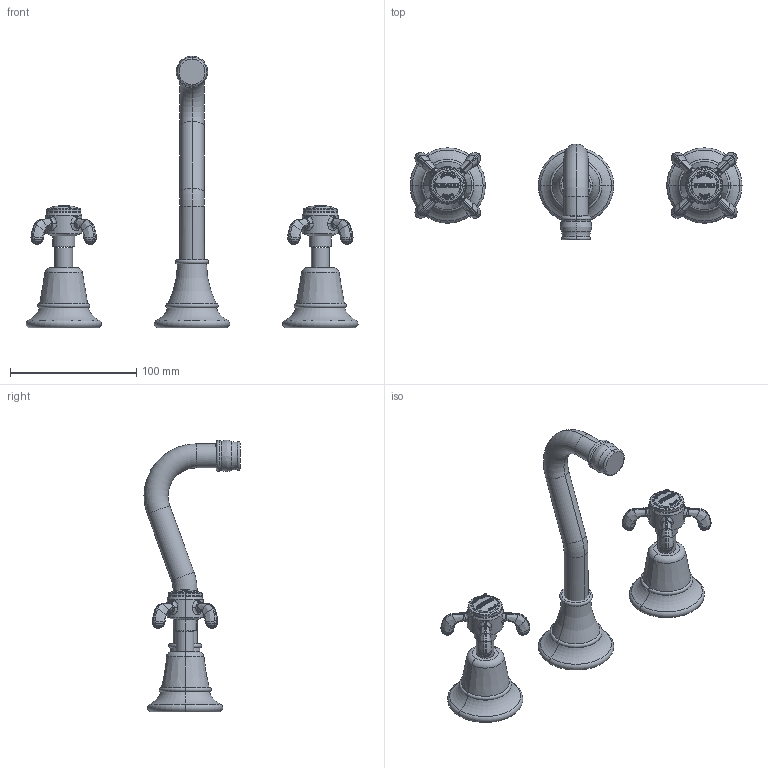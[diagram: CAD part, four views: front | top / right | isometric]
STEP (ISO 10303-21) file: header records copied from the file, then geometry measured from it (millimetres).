
FILE_DESCRIPTION((''),'2;1');
FILE_NAME('3-1681_WEB','2010-10-29T',('project'),(''),'PRO/ENGINEER BY PARAMETRIC TECHNOLOGY CORPORATION, 2009300','PRO/ENGINEER BY PARAMETRIC TECHNOLOGY CORPORATION, 2009300','');
FILE_SCHEMA(('CONFIG_CONTROL_DESIGN'));
Length unit declared in the file: inch
Products named in the file (1): 3-1681_WEB
Bounding box: 262.88 x 76.03 x 215.11 mm (x, y, z)
Surface area: 59591.8 mm2 (no closed solid volume)
Topology: 0 solids, 69 shells, 616 faces, 2088 edges, 1469 vertices
Faces by surface type: bspline 435, sphere 54, cylinder 46, torus 42, cone 25, plane 12, extrusion 2
Entity records: 38969 total; most frequent: CARTESIAN_POINT 25027, ORIENTED_EDGE 3106, EDGE_CURVE 2036, DIRECTION 1844, VERTEX_POINT 1469, B_SPLINE_CURVE_WITH_KNOTS 1247, AXIS2_PLACEMENT_3D 872, CIRCLE 693
